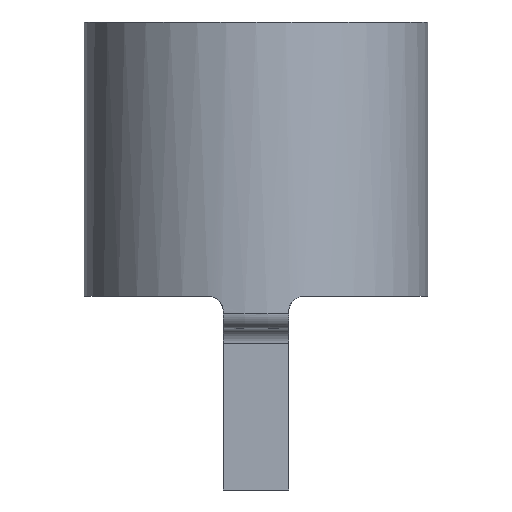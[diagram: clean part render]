
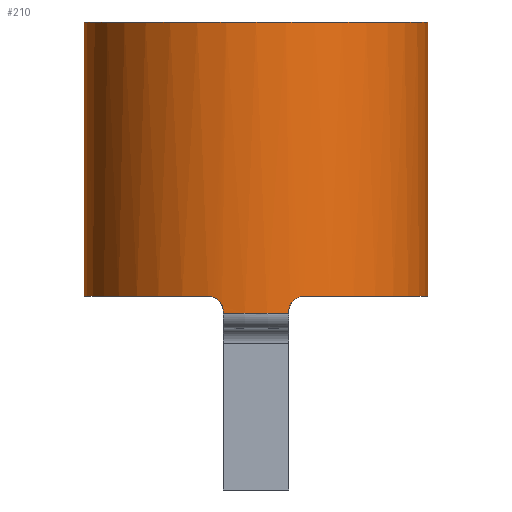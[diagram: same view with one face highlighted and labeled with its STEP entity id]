
A CAD part, front view. The second image highlights one B-rep face of the part: STEP entity #210.
In plain terms, the highlighted cylindrical face has radius 34.05 mm (diameter 68.1 mm), a partial arc.
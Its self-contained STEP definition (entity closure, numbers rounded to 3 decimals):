
#7 = CYLINDRICAL_SURFACE ( 'NONE', #769, 34.05 ) ;
#16 = VERTEX_POINT ( 'NONE', #871 ) ;
#19 = CARTESIAN_POINT ( 'NONE',  ( 6.5, -33.424, -57.4 ) ) ;
#25 = DIRECTION ( 'NONE',  ( 0., 0., 1. ) ) ;
#26 = EDGE_CURVE ( 'NONE', #227, #736, #642, .T. ) ;
#43 = CIRCLE ( 'NONE', #98, 34.05 ) ;
#74 = CARTESIAN_POINT ( 'NONE',  ( 9.5, -32.698, -54.4 ) ) ;
#82 = ORIENTED_EDGE ( 'NONE', *, *, #267, .F. ) ;
#90 = CARTESIAN_POINT ( 'NONE',  ( 7.257, -33.268, -55.398 ) ) ;
#98 = AXIS2_PLACEMENT_3D ( 'NONE', #509, #841, #278 ) ;
#105 = DIRECTION ( 'NONE',  ( 0., 0., 1. ) ) ;
#120 = CARTESIAN_POINT ( 'NONE',  ( 0., 0., -54.4 ) ) ;
#126 = ORIENTED_EDGE ( 'NONE', *, *, #380, .T. ) ;
#138 = ORIENTED_EDGE ( 'NONE', *, *, #198, .T. ) ;
#140 = CARTESIAN_POINT ( 'NONE',  ( -6.5, -33.424, -57.4 ) ) ;
#150 = CARTESIAN_POINT ( 'NONE',  ( -7.539, -33.205, -55.121 ) ) ;
#151 = CIRCLE ( 'NONE', #1012, 34.05 ) ;
#179 = ORIENTED_EDGE ( 'NONE', *, *, #297, .T. ) ;
#198 = EDGE_CURVE ( 'NONE', #287, #230, #151, .T. ) ;
#200 = VECTOR ( 'NONE', #25, 1000. ) ;
#204 = LINE ( 'NONE', #687, #666 ) ;
#210 = ADVANCED_FACE ( 'NONE', ( #898 ), #7, .T. ) ;
#219 = EDGE_CURVE ( 'NONE', #230, #1027, #991, .T. ) ;
#227 = VERTEX_POINT ( 'NONE', #427 ) ;
#230 = VERTEX_POINT ( 'NONE', #744 ) ;
#231 = CARTESIAN_POINT ( 'NONE',  ( -9.116, -32.808, -54.418 ) ) ;
#255 = CARTESIAN_POINT ( 'NONE',  ( 0., 0., -57.8 ) ) ;
#259 = CARTESIAN_POINT ( 'NONE',  ( -34.05, 0., -54.4 ) ) ;
#263 = CARTESIAN_POINT ( 'NONE',  ( 6.5, -33.424, -57.4 ) ) ;
#265 = ORIENTED_EDGE ( 'NONE', *, *, #711, .T. ) ;
#266 = DIRECTION ( 'NONE',  ( -1., 0., 0. ) ) ;
#267 = EDGE_CURVE ( 'NONE', #705, #736, #401, .T. ) ;
#274 = B_SPLINE_CURVE_WITH_KNOTS ( 'NONE', 3,
 ( #19, #719, #1050, #800, #1053, #735, #972, #807, #90, #412, #277, #915, #1007, #844, #371, #439 ),
 .UNSPECIFIED., .F., .F.,
 ( 4, 2, 2, 2, 2, 2, 2, 4 ),
 ( 0., 0.001, 0.001, 0.002, 0.002, 0.004, 0.004, 0.005 ),
 .UNSPECIFIED. ) ;
#277 = CARTESIAN_POINT ( 'NONE',  ( 8.012, -33.096, -54.767 ) ) ;
#278 = DIRECTION ( 'NONE',  ( 1., 0., 0. ) ) ;
#284 = CARTESIAN_POINT ( 'NONE',  ( -6.5, -33.424, -57.8 ) ) ;
#287 = VERTEX_POINT ( 'NONE', #284 ) ;
#297 = EDGE_CURVE ( 'NONE', #16, #301, #43, .T. ) ;
#301 = VERTEX_POINT ( 'NONE', #754 ) ;
#317 = EDGE_CURVE ( 'NONE', #287, #420, #204, .T. ) ;
#337 = VECTOR ( 'NONE', #990, 1000. ) ;
#371 = CARTESIAN_POINT ( 'NONE',  ( 9.307, -32.754, -54.4 ) ) ;
#380 = EDGE_CURVE ( 'NONE', #521, #227, #596, .T. ) ;
#401 = CIRCLE ( 'NONE', #797, 34.05 ) ;
#412 = CARTESIAN_POINT ( 'NONE',  ( 7.676, -33.175, -54.986 ) ) ;
#420 = VERTEX_POINT ( 'NONE', #140 ) ;
#427 = CARTESIAN_POINT ( 'NONE',  ( 34.05, 0., -54.4 ) ) ;
#431 = DIRECTION ( 'NONE',  ( 0., 0., 1. ) ) ;
#439 = CARTESIAN_POINT ( 'NONE',  ( 9.5, -32.698, -54.4 ) ) ;
#444 = CARTESIAN_POINT ( 'NONE',  ( 34.05, 0., 0. ) ) ;
#460 = CARTESIAN_POINT ( 'NONE',  ( -7.132, -33.295, -55.547 ) ) ;
#473 = ORIENTED_EDGE ( 'NONE', *, *, #317, .F. ) ;
#484 = DIRECTION ( 'NONE',  ( 0., 0., 1. ) ) ;
#509 = CARTESIAN_POINT ( 'NONE',  ( 0., 0., -54.4 ) ) ;
#520 = DIRECTION ( 'NONE',  ( 1., 0., 0. ) ) ;
#521 = VERTEX_POINT ( 'NONE', #74 ) ;
#559 = CARTESIAN_POINT ( 'NONE',  ( 0., 0., -54.4 ) ) ;
#565 = ORIENTED_EDGE ( 'NONE', *, *, #26, .T. ) ;
#567 = CARTESIAN_POINT ( 'NONE',  ( -6.5, -33.424, -56.997 ) ) ;
#581 = CARTESIAN_POINT ( 'NONE',  ( 0., 0., 0. ) ) ;
#594 = VECTOR ( 'NONE', #1052, 1000. ) ;
#596 = CIRCLE ( 'NONE', #785, 34.05 ) ;
#603 = DIRECTION ( 'NONE',  ( 0., 0., 1. ) ) ;
#611 = CARTESIAN_POINT ( 'NONE',  ( -6.909, -33.342, -55.875 ) ) ;
#625 = CARTESIAN_POINT ( 'NONE',  ( -7.694, -33.17, -54.996 ) ) ;
#628 = CARTESIAN_POINT ( 'NONE',  ( -6.582, -33.408, -56.598 ) ) ;
#642 = LINE ( 'NONE', #865, #594 ) ;
#647 = CARTESIAN_POINT ( 'NONE',  ( -8.192, -33.05, -54.693 ) ) ;
#661 = CARTESIAN_POINT ( 'NONE',  ( 6.5, -33.424, -60.8 ) ) ;
#666 = VECTOR ( 'NONE', #758, 1000. ) ;
#672 = EDGE_CURVE ( 'NONE', #16, #705, #811, .T. ) ;
#687 = CARTESIAN_POINT ( 'NONE',  ( -6.5, -33.424, -60.8 ) ) ;
#705 = VERTEX_POINT ( 'NONE', #824 ) ;
#711 = EDGE_CURVE ( 'NONE', #1027, #521, #274, .T. ) ;
#719 = CARTESIAN_POINT ( 'NONE',  ( 6.5, -33.424, -57.199 ) ) ;
#725 = CARTESIAN_POINT ( 'NONE',  ( -9.307, -32.754, -54.4 ) ) ;
#735 = CARTESIAN_POINT ( 'NONE',  ( 6.812, -33.362, -56.053 ) ) ;
#736 = VERTEX_POINT ( 'NONE', #444 ) ;
#744 = CARTESIAN_POINT ( 'NONE',  ( 6.5, -33.424, -57.8 ) ) ;
#747 = DIRECTION ( 'NONE',  ( 1., 0., 0. ) ) ;
#754 = CARTESIAN_POINT ( 'NONE',  ( -9.5, -32.698, -54.4 ) ) ;
#758 = DIRECTION ( 'NONE',  ( 0., 0., 1. ) ) ;
#769 = AXIS2_PLACEMENT_3D ( 'NONE', #559, #105, #747 ) ;
#772 = ORIENTED_EDGE ( 'NONE', *, *, #823, .T. ) ;
#778 = CARTESIAN_POINT ( 'NONE',  ( -6.813, -33.362, -56.051 ) ) ;
#783 = CARTESIAN_POINT ( 'NONE',  ( -8.02, -33.092, -54.783 ) ) ;
#785 = AXIS2_PLACEMENT_3D ( 'NONE', #120, #603, #520 ) ;
#797 = AXIS2_PLACEMENT_3D ( 'NONE', #581, #484, #803 ) ;
#800 = CARTESIAN_POINT ( 'NONE',  ( 6.598, -33.405, -56.612 ) ) ;
#801 = B_SPLINE_CURVE_WITH_KNOTS ( 'NONE', 3,
 ( #856, #725, #231, #866, #977, #647, #783, #625, #150, #805, #460, #611, #778, #628, #567, #884 ),
 .UNSPECIFIED., .F., .F.,
 ( 4, 2, 2, 2, 2, 2, 2, 4 ),
 ( 0., 0.001, 0.001, 0.002, 0.002, 0.003, 0.004, 0.005 ),
 .UNSPECIFIED. ) ;
#802 = EDGE_LOOP ( 'NONE', ( #1051, #179, #772, #473, #138, #935, #265, #126, #565, #82 ) ) ;
#803 = DIRECTION ( 'NONE',  ( 1., 0., 0. ) ) ;
#805 = CARTESIAN_POINT ( 'NONE',  ( -7.258, -33.268, -55.397 ) ) ;
#807 = CARTESIAN_POINT ( 'NONE',  ( 7.129, -33.296, -55.552 ) ) ;
#811 = LINE ( 'NONE', #259, #337 ) ;
#823 = EDGE_CURVE ( 'NONE', #301, #420, #801, .T. ) ;
#824 = CARTESIAN_POINT ( 'NONE',  ( -34.05, 0., 0. ) ) ;
#841 = DIRECTION ( 'NONE',  ( 0., 0., 1. ) ) ;
#844 = CARTESIAN_POINT ( 'NONE',  ( 9.116, -32.808, -54.418 ) ) ;
#856 = CARTESIAN_POINT ( 'NONE',  ( -9.5, -32.698, -54.4 ) ) ;
#865 = CARTESIAN_POINT ( 'NONE',  ( 34.05, 0., -54.4 ) ) ;
#866 = CARTESIAN_POINT ( 'NONE',  ( -8.74, -32.91, -54.492 ) ) ;
#871 = CARTESIAN_POINT ( 'NONE',  ( -34.05, 0., -54.4 ) ) ;
#884 = CARTESIAN_POINT ( 'NONE',  ( -6.5, -33.424, -57.4 ) ) ;
#898 = FACE_OUTER_BOUND ( 'NONE', #802, .T. ) ;
#915 = CARTESIAN_POINT ( 'NONE',  ( 8.549, -32.96, -54.548 ) ) ;
#935 = ORIENTED_EDGE ( 'NONE', *, *, #219, .T. ) ;
#972 = CARTESIAN_POINT ( 'NONE',  ( 6.906, -33.342, -55.88 ) ) ;
#977 = CARTESIAN_POINT ( 'NONE',  ( -8.553, -32.959, -54.547 ) ) ;
#990 = DIRECTION ( 'NONE',  ( 0., 0., 1. ) ) ;
#991 = LINE ( 'NONE', #661, #200 ) ;
#1007 = CARTESIAN_POINT ( 'NONE',  ( 8.736, -32.911, -54.492 ) ) ;
#1012 = AXIS2_PLACEMENT_3D ( 'NONE', #255, #431, #266 ) ;
#1027 = VERTEX_POINT ( 'NONE', #263 ) ;
#1050 = CARTESIAN_POINT ( 'NONE',  ( 6.52, -33.42, -57.001 ) ) ;
#1051 = ORIENTED_EDGE ( 'NONE', *, *, #672, .F. ) ;
#1052 = DIRECTION ( 'NONE',  ( 0., 0., 1. ) ) ;
#1053 = CARTESIAN_POINT ( 'NONE',  ( 6.658, -33.393, -56.419 ) ) ;
